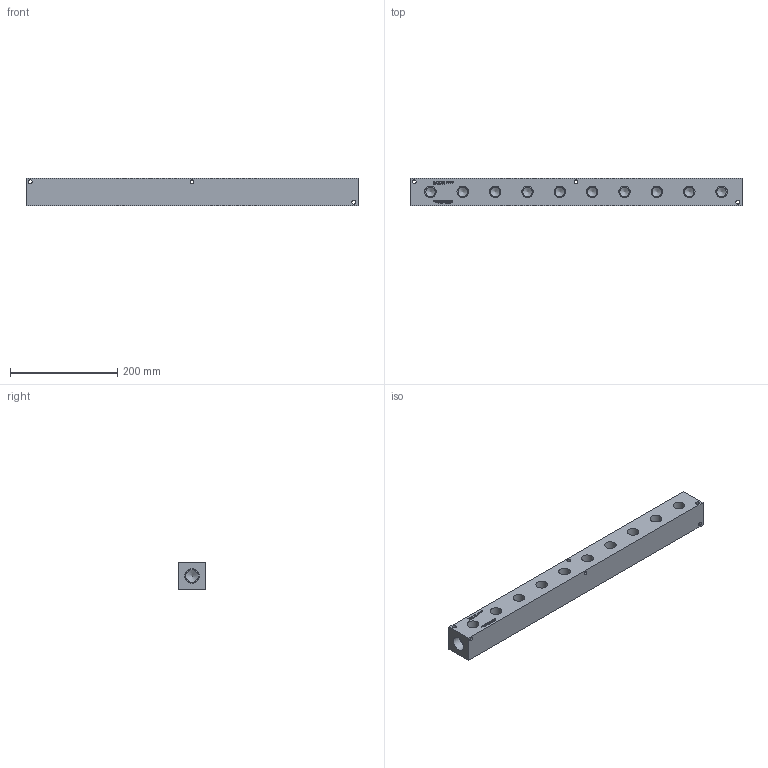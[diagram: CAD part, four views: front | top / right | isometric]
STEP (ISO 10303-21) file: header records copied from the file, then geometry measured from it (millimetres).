
FILE_DESCRIPTION(/* description */ (''),/* implementation_level */ '2;1');
FILE_NAME(/* name */ '_H0001008P.stp',/* time_stamp */ '2020-04-16T16:24:13-04:00',/* author */ ('devonn'),/* organization */ (''),/* preprocessor_version */ 'ST-DEVELOPER v17',/* originating_system */ 'Autodesk Inventor 2019',/* authorisation */ '');
FILE_SCHEMA (('AUTOMOTIVE_DESIGN { 1 0 10303 214 3 1 1 }'));
Length unit declared in the file: millimetre
Products named in the file (1): Part_AH0001008P_3D
Bounding box: 619.12 x 50.8 x 50.8 mm (x, y, z)
Volume: 1504211.3 mm3; surface area: 151115.1 mm2
Topology: 1 solids, 1 shells, 365 faces, 993 edges, 666 vertices
Faces by surface type: plane 221, bspline 96, cylinder 36, cone 12
Full cylindrical faces by diameter (mm): 7.137 x12, 17.475 x10, 21.59 x10, 23.012 x2, 26.924 x2
Entity records: 12277 total; most frequent: CARTESIAN_POINT 3261, ORIENTED_EDGE 1962, DIRECTION 1443, EDGE_CURVE 981, LINE 675, VECTOR 675, VERTEX_POINT 666, EDGE_LOOP 431
